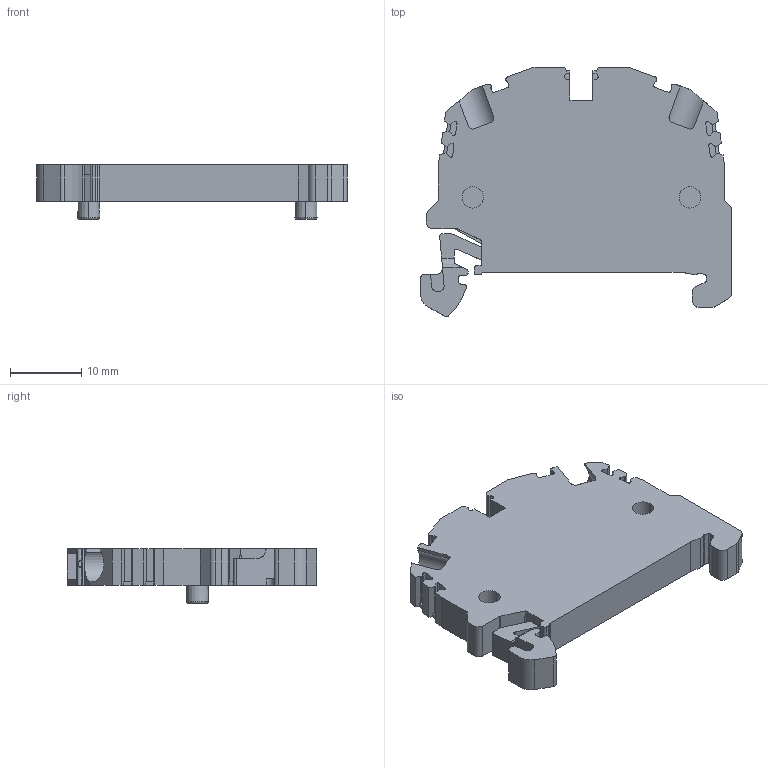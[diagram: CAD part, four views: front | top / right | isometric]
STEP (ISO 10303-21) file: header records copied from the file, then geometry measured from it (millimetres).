
FILE_DESCRIPTION(('FreeCAD Model'),'2;1');
FILE_NAME('1702_ZSRK_2,5_2A_Ex.stp','2018-09-01T14:34:51',('Author'),(''), 'Open CASCADE STEP processor 7.2','FreeCAD','Unknown');
FILE_SCHEMA(('AUTOMOTIVE_DESIGN { 1 0 10303 214 1 1 1 1 }'));
Length unit declared in the file: millimetre
Products named in the file (1): 1702_ZSRK_2,5_2A_Ex
Bounding box: 43.5 x 34.9 x 7.6 mm (x, y, z)
Volume: 5209.3 mm3; surface area: 3536.1 mm2
Topology: 1 solids, 1 shells, 266 faces, 764 edges, 502 vertices
Faces by surface type: plane 162, cylinder 88, cone 8, torus 4, sphere 4
Entity records: 21519 total; most frequent: CARTESIAN_POINT 6570, DIRECTION 2757, LINE 1796, VECTOR 1796, ORIENTED_EDGE 1520, PCURVE 1520, DEFINITIONAL_REPRESENTATION 1520, EDGE_CURVE 760
